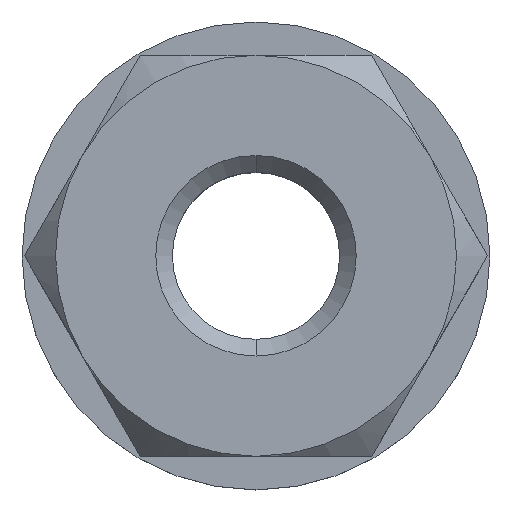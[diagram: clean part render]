
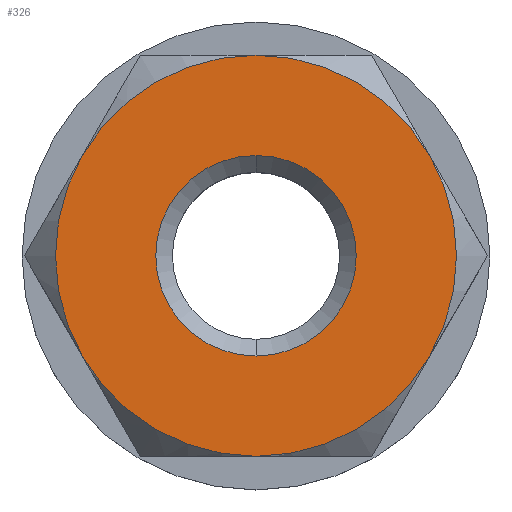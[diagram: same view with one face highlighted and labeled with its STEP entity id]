
A CAD part, top view. The second image highlights one B-rep face of the part: STEP entity #326.
In plain terms, the highlighted planar face has unit normal (0, 0, 1).
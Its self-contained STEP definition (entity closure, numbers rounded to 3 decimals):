
#262=VERTEX_POINT('',#630);
#276=EDGE_CURVE('',#448,#294,#645,.T.);
#294=VERTEX_POINT('',#667);
#306=VERTEX_POINT('',#680);
#326=ADVANCED_FACE('',(#700,#701),#702,.T.);
#336=EDGE_CURVE('',#420,#410,#712,.T.);
#368=EDGE_CURVE('',#410,#448,#747,.T.);
#408=EDGE_CURVE('',#262,#306,#789,.T.);
#410=VERTEX_POINT('',#791);
#420=VERTEX_POINT('',#803);
#430=EDGE_CURVE('',#478,#420,#815,.T.);
#448=VERTEX_POINT('',#835);
#470=EDGE_CURVE('',#306,#262,#859,.T.);
#474=EDGE_CURVE('',#526,#478,#864,.T.);
#478=VERTEX_POINT('',#869);
#524=EDGE_CURVE('',#294,#526,#922,.T.);
#526=VERTEX_POINT('',#924);
#630=CARTESIAN_POINT('',(0.,-6.0,11.5));
#645=CIRCLE('',#1077,12.0);
#667=CARTESIAN_POINT('',(10.392,6.0,11.5));
#680=CARTESIAN_POINT('',(0.,6.0,11.5));
#700=FACE_BOUND('',#1159,.T.);
#701=FACE_OUTER_BOUND('',#1160,.T.);
#702=PLANE('',#1161);
#712=CIRCLE('',#1177,12.0);
#747=CIRCLE('',#1234,12.0);
#789=CIRCLE('',#1320,6.0);
#791=CARTESIAN_POINT('',(0.,-12.0,11.5));
#803=CARTESIAN_POINT('',(-10.392,-6.0,11.5));
#815=CIRCLE('',#1359,12.0);
#835=CARTESIAN_POINT('',(10.392,-6.0,11.5));
#859=CIRCLE('',#1433,6.0);
#864=CIRCLE('',#1439,12.0);
#869=CARTESIAN_POINT('',(-10.392,6.,11.5));
#922=CIRCLE('',#1531,12.0);
#924=CARTESIAN_POINT('',(0.,12.0,11.5));
#1077=AXIS2_PLACEMENT_3D('',#1664,#1665,#1666);
#1159=EDGE_LOOP('',(#1724,#1725));
#1160=EDGE_LOOP('',(#1726,#1727,#1728,#1729,#1730,#1731));
#1161=AXIS2_PLACEMENT_3D('',#1732,#1733,#1734);
#1177=AXIS2_PLACEMENT_3D('',#1740,#1741,#1742);
#1234=AXIS2_PLACEMENT_3D('',#1780,#1781,#1782);
#1320=AXIS2_PLACEMENT_3D('',#1820,#1821,#1822);
#1359=AXIS2_PLACEMENT_3D('',#1857,#1858,#1859);
#1433=AXIS2_PLACEMENT_3D('',#1908,#1909,#1910);
#1439=AXIS2_PLACEMENT_3D('',#1919,#1920,#1921);
#1531=AXIS2_PLACEMENT_3D('',#2001,#2002,#2003);
#1664=CARTESIAN_POINT('',(0.,0.,11.5));
#1665=DIRECTION('',(0.0,0.0,1.0));
#1666=DIRECTION('',(0.,-1.0,0.0));
#1724=ORIENTED_EDGE('',*,*,#470,.T.);
#1725=ORIENTED_EDGE('',*,*,#408,.T.);
#1726=ORIENTED_EDGE('',*,*,#368,.T.);
#1727=ORIENTED_EDGE('',*,*,#276,.T.);
#1728=ORIENTED_EDGE('',*,*,#524,.T.);
#1729=ORIENTED_EDGE('',*,*,#474,.T.);
#1730=ORIENTED_EDGE('',*,*,#430,.T.);
#1731=ORIENTED_EDGE('',*,*,#336,.T.);
#1732=CARTESIAN_POINT('',(0.,0.,11.5));
#1733=DIRECTION('',(0.0,0.0,1.0));
#1734=DIRECTION('',(0.,-1.0,0.0));
#1740=CARTESIAN_POINT('',(0.,0.,11.5));
#1741=DIRECTION('',(0.0,0.0,1.0));
#1742=DIRECTION('',(0.,-1.0,0.0));
#1780=CARTESIAN_POINT('',(0.,0.,11.5));
#1781=DIRECTION('',(0.0,0.0,1.0));
#1782=DIRECTION('',(0.,-1.0,0.0));
#1820=CARTESIAN_POINT('',(0.,0.,11.5));
#1821=DIRECTION('',(0.0,0.0,-1.0));
#1822=DIRECTION('',(0.,1.0,0.0));
#1857=CARTESIAN_POINT('',(0.,0.,11.5));
#1858=DIRECTION('',(0.0,0.0,1.0));
#1859=DIRECTION('',(0.,-1.0,0.0));
#1908=CARTESIAN_POINT('',(0.,0.,11.5));
#1909=DIRECTION('',(0.0,0.0,-1.0));
#1910=DIRECTION('',(0.,1.0,0.0));
#1919=CARTESIAN_POINT('',(0.,0.,11.5));
#1920=DIRECTION('',(0.0,0.0,1.0));
#1921=DIRECTION('',(0.,-1.0,0.0));
#2001=CARTESIAN_POINT('',(0.,0.,11.5));
#2002=DIRECTION('',(0.0,0.0,1.0));
#2003=DIRECTION('',(0.,-1.0,0.0));
